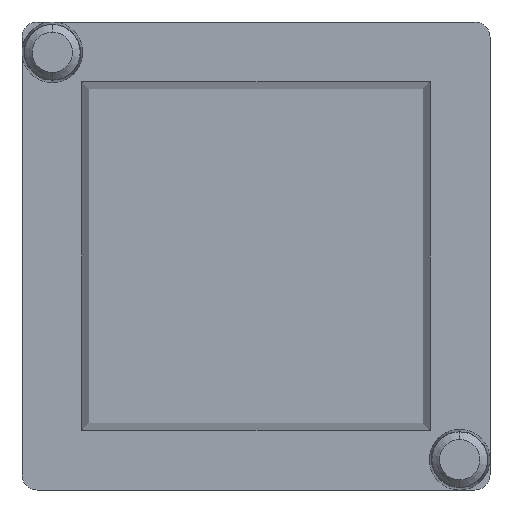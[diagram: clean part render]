
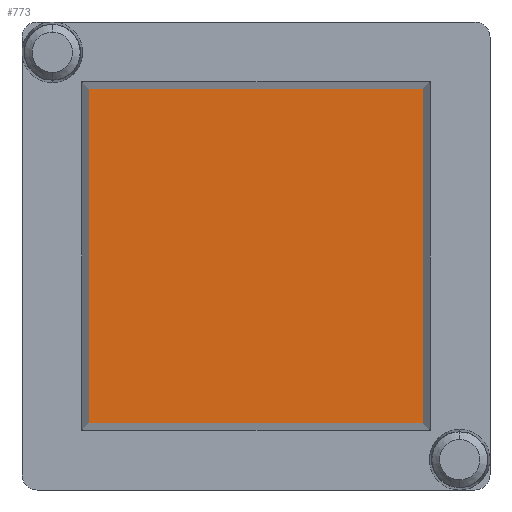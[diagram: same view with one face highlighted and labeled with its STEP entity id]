
A CAD part, front view. The second image highlights one B-rep face of the part: STEP entity #773.
In plain terms, the highlighted planar face has unit normal (0, -1, 0).
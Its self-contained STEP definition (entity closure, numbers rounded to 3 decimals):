
#7 = LINE ( 'NONE', #349, #8 ) ;
#8 = VECTOR ( 'NONE', #167, 1000. ) ;
#11 = CARTESIAN_POINT ( 'NONE',  ( 1.677, 2.067, 1.677 ) ) ;
#16 = PLANE ( 'NONE',  #844 ) ;
#59 = FACE_OUTER_BOUND ( 'NONE', #721, .T. ) ;
#74 = VECTOR ( 'NONE', #615, 1000. ) ;
#78 = VECTOR ( 'NONE', #981, 1000. ) ;
#82 = LINE ( 'NONE', #765, #74 ) ;
#89 = LINE ( 'NONE', #1123, #78 ) ;
#167 = DIRECTION ( 'NONE',  ( 0., 0., 1. ) ) ;
#238 = CARTESIAN_POINT ( 'NONE',  ( -1.677, 2.067, 1.677 ) ) ;
#264 = CARTESIAN_POINT ( 'NONE',  ( -1.677, 2.067, 0. ) ) ;
#311 = DIRECTION ( 'NONE',  ( 0., 0., -1. ) ) ;
#349 = CARTESIAN_POINT ( 'NONE',  ( 1.677, 2.067, 0. ) ) ;
#375 = VECTOR ( 'NONE', #311, 1000. ) ;
#382 = VERTEX_POINT ( 'NONE', #238 ) ;
#409 = CARTESIAN_POINT ( 'NONE',  ( -1.677, 2.067, -1.677 ) ) ;
#470 = CARTESIAN_POINT ( 'NONE',  ( 0., 2.067, 0. ) ) ;
#473 = DIRECTION ( 'NONE',  ( 0., 0., -1. ) ) ;
#514 = LINE ( 'NONE', #264, #375 ) ;
#615 = DIRECTION ( 'NONE',  ( 1., 0., 0. ) ) ;
#623 = EDGE_CURVE ( 'NONE', #715, #382, #89, .T. ) ;
#625 = EDGE_CURVE ( 'NONE', #1046, #935, #82, .T. ) ;
#714 = ORIENTED_EDGE ( 'NONE', *, *, #623, .T. ) ;
#715 = VERTEX_POINT ( 'NONE', #11 ) ;
#721 = EDGE_LOOP ( 'NONE', ( #738, #1032, #1035, #714 ) ) ;
#738 = ORIENTED_EDGE ( 'NONE', *, *, #1115, .T. ) ;
#765 = CARTESIAN_POINT ( 'NONE',  ( 0., 2.067, -1.677 ) ) ;
#773 = ADVANCED_FACE ( 'NONE', ( #59 ), #16, .T. ) ;
#844 = AXIS2_PLACEMENT_3D ( 'NONE', #470, #1000, #473 ) ;
#868 = EDGE_CURVE ( 'NONE', #935, #715, #7, .T. ) ;
#879 = CARTESIAN_POINT ( 'NONE',  ( 1.677, 2.067, -1.677 ) ) ;
#935 = VERTEX_POINT ( 'NONE', #879 ) ;
#981 = DIRECTION ( 'NONE',  ( -1., 0., 0. ) ) ;
#1000 = DIRECTION ( 'NONE',  ( 0., -1., 0. ) ) ;
#1032 = ORIENTED_EDGE ( 'NONE', *, *, #625, .T. ) ;
#1035 = ORIENTED_EDGE ( 'NONE', *, *, #868, .T. ) ;
#1046 = VERTEX_POINT ( 'NONE', #409 ) ;
#1115 = EDGE_CURVE ( 'NONE', #382, #1046, #514, .T. ) ;
#1123 = CARTESIAN_POINT ( 'NONE',  ( 0., 2.067, 1.677 ) ) ;
